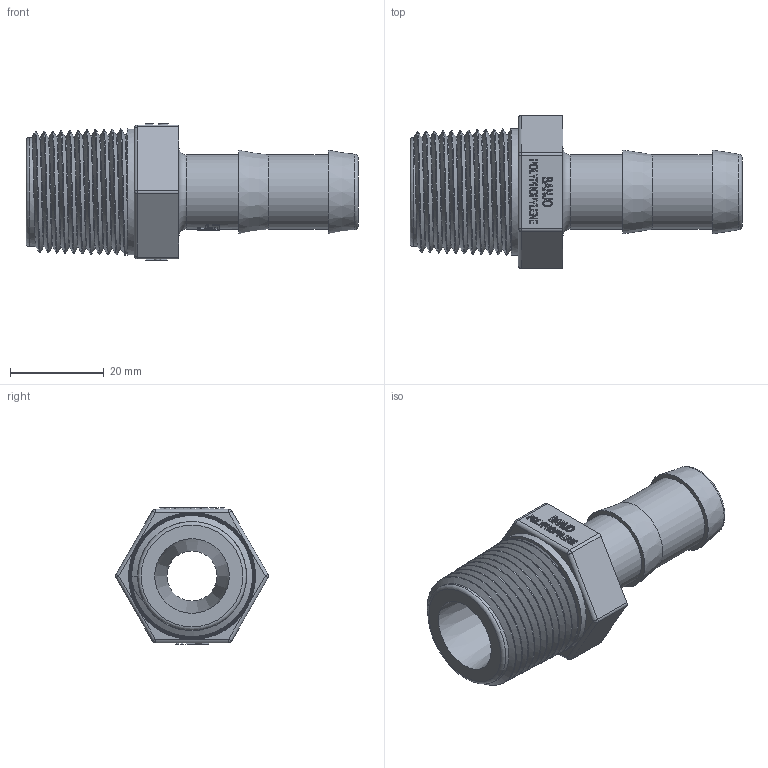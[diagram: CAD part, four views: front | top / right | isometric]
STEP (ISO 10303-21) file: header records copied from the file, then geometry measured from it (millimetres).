
FILE_DESCRIPTION(/* description */ ('3/4" NPT THREAD X 5/8" HOSE BARB'),/* implementation_level */ '2;1');
FILE_NAME(/* name */ 'HB075-058.stp',/* time_stamp */ '2013-12-17T10:45:02-05:00',/* author */ ('DCerny'),/* organization */ (''),/* preprocessor_version */ 'ST-DEVELOPER v15.2',/* originating_system */ 'Autodesk Inventor 2014',/* authorisation */ '');
FILE_SCHEMA (('AUTOMOTIVE_DESIGN { 1 0 10303 214 3 1 1 }'));
Length unit declared in the file: inch
Products named in the file (1): HB075-058
Bounding box: 70.64 x 32.61 x 28.96 mm (x, y, z)
Volume: 18434.4 mm3; surface area: 9585.9 mm2
Topology: 1 solids, 1 shells, 425 faces, 1107 edges, 729 vertices
Faces by surface type: plane 241, bspline 134, cylinder 24, cone 17, sphere 6, torus 3
Full cylindrical faces by diameter (mm): 10.668 x1, 15.875 x2, 26.987 x1
Entity records: 15875 total; most frequent: CARTESIAN_POINT 6628, ORIENTED_EDGE 2126, DIRECTION 1424, EDGE_CURVE 1063, VERTEX_POINT 707, LINE 706, VECTOR 706, EDGE_LOOP 472
